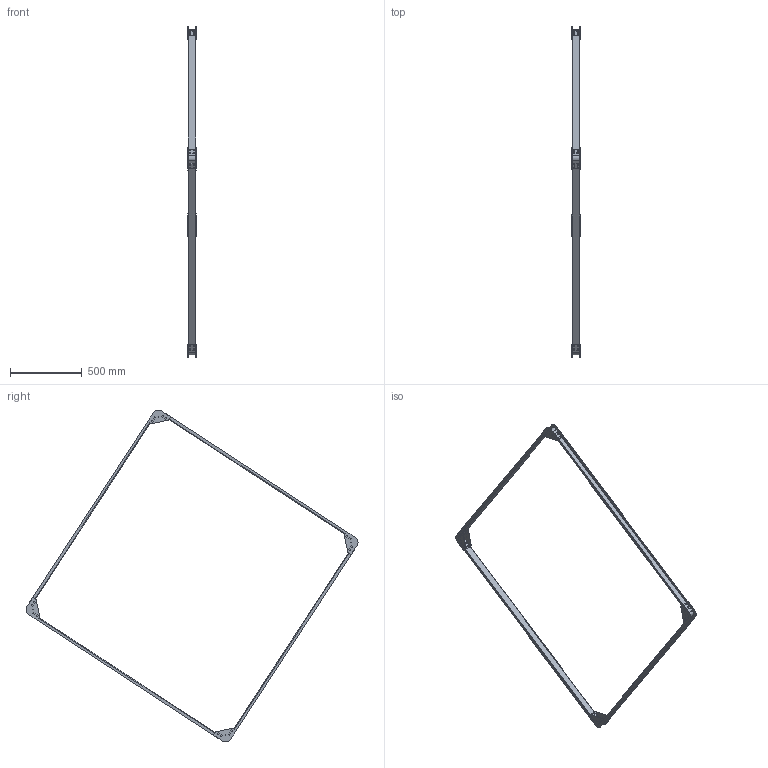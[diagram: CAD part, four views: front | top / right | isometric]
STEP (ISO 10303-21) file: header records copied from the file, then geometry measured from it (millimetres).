
FILE_DESCRIPTION(('HOOPS Exchange Step'),'2;1');
FILE_NAME('export-EA047BCB-7A84-4BB4-B138-A0792C566D82.stp','2022-06-10T20:32:34+03:00',('othaa'),('Alibre'),'HOOPS Exchange 2020.1','Alibre','Unknown authorisation');
FILE_SCHEMA( ('AP242_MANAGED_MODEL_BASED_3D_ENGINEERING_MIM_LF {1 0 10303 442 1 1 4 }') );
Length unit declared in the file: millimetre
Products named in the file (6): Inner channel; Corner side v2; Corner ground v2; Corner v2; rivets; Inner coil v2
Assembly tree (43 placements, depth 3):
  Inner coil v2
    Inner channel  x4
    Corner v2  x4
      Corner side v2
      Corner ground v2
    rivets  x32
Bounding box: 62 x 2307.93 x 2307.93 mm (x, y, z)
Volume: 1344438.3 mm3; surface area: 1320889.2 mm2
Topology: 48 solids, 48 shells, 1144 faces, 3000 edges, 1952 vertices
Faces by surface type: plane 480, cylinder 472, torus 128, bspline 64
Full cylindrical faces by diameter (mm): 3 x8, 4.2 x64
Entity records: 5749 total; most frequent: DIRECTION 1015, CARTESIAN_POINT 999, ORIENTED_EDGE 898, EDGE_CURVE 449, AXIS2_PLACEMENT_3D 365, VERTEX_POINT 309, VECTOR 285, LINE 285
